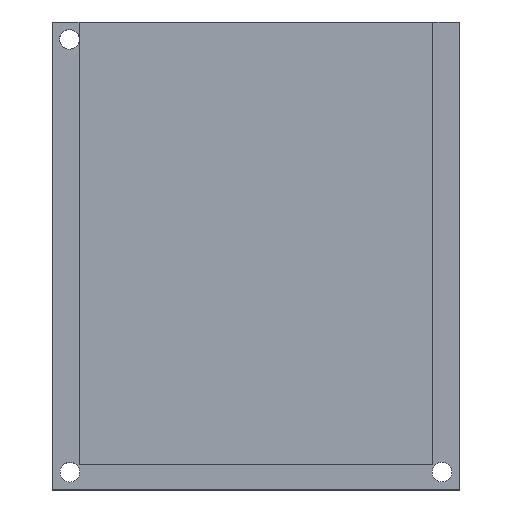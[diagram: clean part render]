
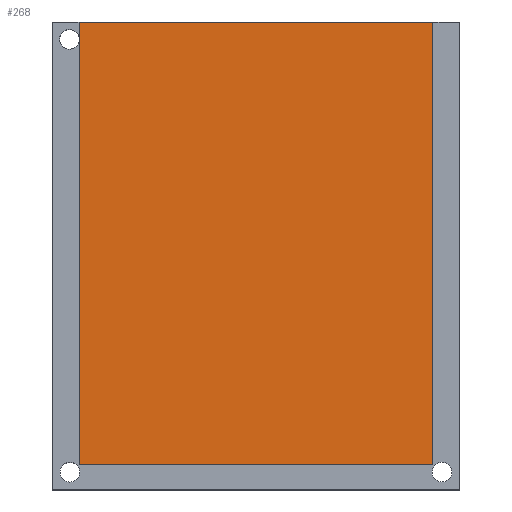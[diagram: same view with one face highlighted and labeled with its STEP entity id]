
A CAD part, top view. The second image highlights one B-rep face of the part: STEP entity #268.
In plain terms, the highlighted planar face has unit normal (0, 0, 1).
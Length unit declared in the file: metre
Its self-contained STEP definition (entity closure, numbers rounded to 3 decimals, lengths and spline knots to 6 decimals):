
#15=CIRCLE('',#314,0.001517);
#30=ORIENTED_EDGE('',*,*,#100,.F.);
#31=ORIENTED_EDGE('',*,*,#101,.T.);
#32=ORIENTED_EDGE('',*,*,#102,.T.);
#33=ORIENTED_EDGE('',*,*,#103,.F.);
#34=ORIENTED_EDGE('',*,*,#104,.F.);
#35=ORIENTED_EDGE('',*,*,#97,.T.);
#97=EDGE_CURVE('',#133,#131,#157,.T.);
#100=EDGE_CURVE('',#135,#131,#15,.T.);
#101=EDGE_CURVE('',#135,#136,#160,.T.);
#102=EDGE_CURVE('',#136,#137,#161,.T.);
#103=EDGE_CURVE('',#138,#137,#162,.T.);
#104=EDGE_CURVE('',#133,#138,#163,.T.);
#131=VERTEX_POINT('',#408);
#133=VERTEX_POINT('',#411);
#135=VERTEX_POINT('',#417);
#136=VERTEX_POINT('',#419);
#137=VERTEX_POINT('',#421);
#138=VERTEX_POINT('',#423);
#157=LINE('',#410,#185);
#160=LINE('',#418,#188);
#161=LINE('',#420,#189);
#162=LINE('',#422,#190);
#163=LINE('',#424,#191);
#185=VECTOR('',#338,1.);
#188=VECTOR('',#345,1.);
#189=VECTOR('',#346,1.);
#190=VECTOR('',#347,1.);
#191=VECTOR('',#348,1.);
#213=EDGE_LOOP('',(#30,#31,#32,#33,#34,#35));
#235=FACE_BOUND('',#213,.T.);
#257=PLANE('',#313);
#268=ADVANCED_FACE('',(#235),#257,.T.);
#313=AXIS2_PLACEMENT_3D('',#415,#341,#342);
#314=AXIS2_PLACEMENT_3D('',#416,#343,#344);
#338=DIRECTION('',(0.,-1.,0.));
#341=DIRECTION('',(0.,0.,1.));
#342=DIRECTION('',(1.,0.,0.));
#343=DIRECTION('',(0.,0.,1.));
#344=DIRECTION('',(1.,0.,0.));
#345=DIRECTION('',(0.,-1.,0.));
#346=DIRECTION('',(1.,0.,0.));
#347=DIRECTION('',(0.,-1.,0.));
#348=DIRECTION('',(1.,0.,0.));
#408=CARTESIAN_POINT('',(-0.028473,0.035779,0.003));
#410=CARTESIAN_POINT('',(-0.028473,0.004104,0.003));
#411=CARTESIAN_POINT('',(-0.028473,0.037994,0.003));
#415=CARTESIAN_POINT('',(-0.001363,0.004656,0.003));
#416=CARTESIAN_POINT('',(-0.029924,0.035336,0.003));
#417=CARTESIAN_POINT('',(-0.028473,0.034893,0.003));
#418=CARTESIAN_POINT('',(-0.028473,0.004104,0.003));
#419=CARTESIAN_POINT('',(-0.028473,-0.029786,0.003));
#420=CARTESIAN_POINT('',(-0.001377,-0.029786,0.003));
#421=CARTESIAN_POINT('',(0.02572,-0.029786,0.003));
#422=CARTESIAN_POINT('',(0.02572,0.004104,0.003));
#423=CARTESIAN_POINT('',(0.02572,0.037994,0.003));
#424=CARTESIAN_POINT('',(-0.001363,0.037994,0.003));
